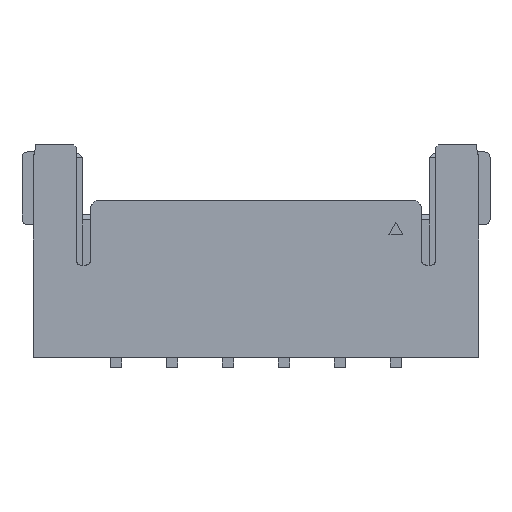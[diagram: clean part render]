
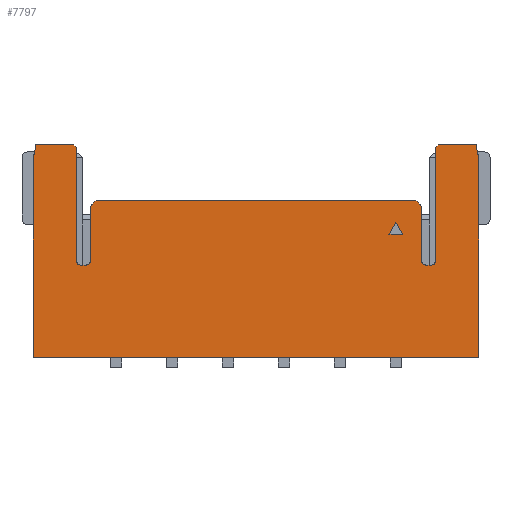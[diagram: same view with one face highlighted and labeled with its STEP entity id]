
A CAD part, top view. The second image highlights one B-rep face of the part: STEP entity #7797.
In plain terms, the highlighted planar face has unit normal (0, 0, 1).
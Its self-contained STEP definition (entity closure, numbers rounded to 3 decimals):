
#151=FACE_BOUND('',#1225,.T.);
#460=PLANE('',#8664);
#838=FACE_OUTER_BOUND('',#1224,.T.);
#1224=EDGE_LOOP('',(#7256,#7257,#7258,#7259,#7260,#7261,#7262,#7263,#7264,
#7265,#7266,#7267,#7268,#7269,#7270,#7271,#7272,#7273,#7274,#7275,#7276,
#7277));
#1225=EDGE_LOOP('',(#7278,#7279,#7280));
#1297=LINE('',#10995,#2286);
#1303=LINE('',#11015,#2292);
#1342=LINE('',#11118,#2331);
#1376=LINE('',#11193,#2365);
#1480=LINE('',#11435,#2469);
#1531=LINE('',#11559,#2520);
#1671=LINE('',#11870,#2660);
#1745=LINE('',#12027,#2734);
#1780=LINE('',#12102,#2769);
#1819=LINE('',#12180,#2808);
#1887=LINE('',#12333,#2876);
#1892=LINE('',#12342,#2881);
#1943=LINE('',#12456,#2932);
#1966=LINE('',#12501,#2955);
#2022=LINE('',#12618,#3011);
#2090=LINE('',#12759,#3079);
#2094=LINE('',#12765,#3083);
#2102=LINE('',#12780,#3091);
#2149=LINE('',#12878,#3138);
#2178=LINE('',#12936,#3167);
#2232=LINE('',#13057,#3221);
#2286=VECTOR('',#8833,1000.);
#2292=VECTOR('',#8849,1000.);
#2331=VECTOR('',#8924,1000.);
#2365=VECTOR('',#8976,1000.);
#2469=VECTOR('',#9156,1000.);
#2520=VECTOR('',#9247,1000.);
#2660=VECTOR('',#9495,1000.);
#2734=VECTOR('',#9623,1000.);
#2769=VECTOR('',#9682,1000.);
#2808=VECTOR('',#9747,1000.);
#2876=VECTOR('',#9875,1000.);
#2881=VECTOR('',#9886,1000.);
#2932=VECTOR('',#10007,1000.);
#2955=VECTOR('',#10048,1000.);
#3011=VECTOR('',#10164,1000.);
#3079=VECTOR('',#10314,1000.);
#3083=VECTOR('',#10320,1000.);
#3091=VECTOR('',#10334,1000.);
#3138=VECTOR('',#10461,1000.);
#3167=VECTOR('',#10532,1000.);
#3221=VECTOR('',#10704,1000.);
#3257=CIRCLE('',#8300,0.15);
#3295=CIRCLE('',#8412,0.15);
#3304=CIRCLE('',#8442,0.15);
#3338=CIRCLE('',#8607,0.15);
#3393=VERTEX_POINT('',#10993);
#3394=VERTEX_POINT('',#10994);
#3402=VERTEX_POINT('',#11012);
#3403=VERTEX_POINT('',#11014);
#3448=VERTEX_POINT('',#11115);
#3449=VERTEX_POINT('',#11117);
#3479=VERTEX_POINT('',#11189);
#3481=VERTEX_POINT('',#11192);
#3581=VERTEX_POINT('',#11434);
#3633=VERTEX_POINT('',#11556);
#3634=VERTEX_POINT('',#11558);
#3750=VERTEX_POINT('',#11868);
#3751=VERTEX_POINT('',#11869);
#3806=VERTEX_POINT('',#12024);
#3807=VERTEX_POINT('',#12026);
#3834=VERTEX_POINT('',#12099);
#3835=VERTEX_POINT('',#12101);
#3861=VERTEX_POINT('',#12178);
#3916=VERTEX_POINT('',#12332);
#3933=VERTEX_POINT('',#12402);
#3945=VERTEX_POINT('',#12455);
#3989=VERTEX_POINT('',#12616);
#4021=VERTEX_POINT('',#12758);
#4026=VERTEX_POINT('',#12778);
#4045=VERTEX_POINT('',#12935);
#4109=EDGE_CURVE('',#3393,#3394,#1297,.T.);
#4118=EDGE_CURVE('',#3402,#3403,#1303,.T.);
#4164=EDGE_CURVE('',#3448,#3449,#1342,.T.);
#4198=EDGE_CURVE('',#3481,#3479,#1376,.T.);
#4316=EDGE_CURVE('',#3448,#3581,#1480,.T.);
#4374=EDGE_CURVE('',#3633,#3634,#1531,.T.);
#4432=EDGE_CURVE('',#3634,#3393,#3257,.T.);
#4533=EDGE_CURVE('',#3750,#3751,#1671,.T.);
#4614=EDGE_CURVE('',#3807,#3806,#1745,.T.);
#4651=EDGE_CURVE('',#3835,#3834,#1780,.T.);
#4692=EDGE_CURVE('',#3861,#3479,#1819,.T.);
#4765=EDGE_CURVE('',#3394,#3402,#3295,.T.);
#4775=EDGE_CURVE('',#3449,#3916,#1887,.T.);
#4780=EDGE_CURVE('',#3806,#3481,#1892,.T.);
#4813=EDGE_CURVE('',#3916,#3933,#3304,.T.);
#4842=EDGE_CURVE('',#3945,#3835,#1943,.T.);
#4865=EDGE_CURVE('',#3945,#3633,#1966,.T.);
#4929=EDGE_CURVE('',#3834,#3989,#2022,.T.);
#5004=EDGE_CURVE('',#3751,#4021,#2090,.T.);
#5008=EDGE_CURVE('',#4021,#3750,#2094,.T.);
#5017=EDGE_CURVE('',#4026,#3861,#2102,.T.);
#5072=EDGE_CURVE('',#3989,#3807,#2149,.T.);
#5104=EDGE_CURVE('',#3933,#4045,#2178,.T.);
#5106=EDGE_CURVE('',#4045,#4026,#3338,.T.);
#5160=EDGE_CURVE('',#3403,#3581,#2232,.T.);
#7256=ORIENTED_EDGE('',*,*,#4865,.F.);
#7257=ORIENTED_EDGE('',*,*,#4842,.T.);
#7258=ORIENTED_EDGE('',*,*,#4651,.T.);
#7259=ORIENTED_EDGE('',*,*,#4929,.T.);
#7260=ORIENTED_EDGE('',*,*,#5072,.T.);
#7261=ORIENTED_EDGE('',*,*,#4614,.T.);
#7262=ORIENTED_EDGE('',*,*,#4780,.T.);
#7263=ORIENTED_EDGE('',*,*,#4198,.T.);
#7264=ORIENTED_EDGE('',*,*,#4692,.F.);
#7265=ORIENTED_EDGE('',*,*,#5017,.F.);
#7266=ORIENTED_EDGE('',*,*,#5106,.F.);
#7267=ORIENTED_EDGE('',*,*,#5104,.F.);
#7268=ORIENTED_EDGE('',*,*,#4813,.F.);
#7269=ORIENTED_EDGE('',*,*,#4775,.F.);
#7270=ORIENTED_EDGE('',*,*,#4164,.F.);
#7271=ORIENTED_EDGE('',*,*,#4316,.T.);
#7272=ORIENTED_EDGE('',*,*,#5160,.F.);
#7273=ORIENTED_EDGE('',*,*,#4118,.F.);
#7274=ORIENTED_EDGE('',*,*,#4765,.F.);
#7275=ORIENTED_EDGE('',*,*,#4109,.F.);
#7276=ORIENTED_EDGE('',*,*,#4432,.F.);
#7277=ORIENTED_EDGE('',*,*,#4374,.F.);
#7278=ORIENTED_EDGE('',*,*,#5008,.F.);
#7279=ORIENTED_EDGE('',*,*,#5004,.F.);
#7280=ORIENTED_EDGE('',*,*,#4533,.F.);
#7797=ADVANCED_FACE('',(#838,#151),#460,.T.);
#8300=AXIS2_PLACEMENT_3D('',#11669,#9329,#9330);
#8412=AXIS2_PLACEMENT_3D('',#12313,#9848,#9849);
#8442=AXIS2_PLACEMENT_3D('',#12403,#9947,#9948);
#8607=AXIS2_PLACEMENT_3D('',#12939,#10536,#10537);
#8664=AXIS2_PLACEMENT_3D('',#13056,#10702,#10703);
#8833=DIRECTION('',(1.,0.,0.));
#8849=DIRECTION('',(0.,1.,0.));
#8924=DIRECTION('',(0.707,-0.707,0.));
#8976=DIRECTION('',(-1.,0.,0.));
#9156=DIRECTION('',(-1.,0.,0.));
#9247=DIRECTION('',(0.,-1.,0.));
#9329=DIRECTION('center_axis',(0.,0.,1.));
#9330=DIRECTION('ref_axis',(-1.,0.,0.));
#9495=DIRECTION('',(-0.5,-0.866,0.));
#9623=DIRECTION('',(0.,1.,0.));
#9682=DIRECTION('',(-0.196,-0.981,0.));
#9747=DIRECTION('',(0.707,0.707,0.));
#9848=DIRECTION('center_axis',(0.,0.,1.));
#9849=DIRECTION('ref_axis',(0.,-1.,0.));
#9875=DIRECTION('',(0.,-1.,0.));
#9886=DIRECTION('',(-0.196,0.981,0.));
#9947=DIRECTION('center_axis',(0.,0.,1.));
#9948=DIRECTION('ref_axis',(-1.,0.,0.));
#10007=DIRECTION('',(-1.,0.,0.));
#10048=DIRECTION('',(0.707,-0.707,0.));
#10164=DIRECTION('',(0.,-1.,0.));
#10314=DIRECTION('',(1.,0.,0.));
#10320=DIRECTION('',(-0.5,0.866,0.));
#10334=DIRECTION('',(0.,1.,0.));
#10461=DIRECTION('',(1.,0.,0.));
#10532=DIRECTION('',(1.,0.,0.));
#10536=DIRECTION('center_axis',(0.,0.,1.));
#10537=DIRECTION('ref_axis',(0.,-1.,0.));
#10702=DIRECTION('center_axis',(0.,0.,1.));
#10703=DIRECTION('ref_axis',(1.,0.,0.));
#10704=DIRECTION('',(0.707,0.707,0.));
#10993=CARTESIAN_POINT('',(-6.275,-2.15,1.28));
#10994=CARTESIAN_POINT('',(-6.075,-2.15,1.28));
#10995=CARTESIAN_POINT('',(-6.275,-2.15,1.28));
#11012=CARTESIAN_POINT('',(-5.925,-2.,1.28));
#11014=CARTESIAN_POINT('',(-5.925,-0.05,1.28));
#11015=CARTESIAN_POINT('',(-5.925,-2.,1.28));
#11115=CARTESIAN_POINT('',(5.725,0.15,1.28));
#11117=CARTESIAN_POINT('',(5.925,-0.05,1.28));
#11118=CARTESIAN_POINT('',(5.725,0.15,1.28));
#11189=CARTESIAN_POINT('',(6.525,2.15,1.28));
#11192=CARTESIAN_POINT('',(7.875,2.15,1.28));
#11193=CARTESIAN_POINT('',(7.875,2.15,1.28));
#11434=CARTESIAN_POINT('',(-5.725,0.15,1.28));
#11435=CARTESIAN_POINT('',(5.725,0.15,1.28));
#11556=CARTESIAN_POINT('',(-6.425,2.05,1.28));
#11558=CARTESIAN_POINT('',(-6.425,-2.,1.28));
#11559=CARTESIAN_POINT('',(-6.425,2.05,1.28));
#11669=CARTESIAN_POINT('Origin',(-6.275,-2.,1.28));
#11868=CARTESIAN_POINT('',(5.005,-0.617,1.28));
#11869=CARTESIAN_POINT('',(4.755,-1.05,1.28));
#11870=CARTESIAN_POINT('',(5.005,-0.617,1.28));
#12024=CARTESIAN_POINT('',(7.975,1.65,1.28));
#12026=CARTESIAN_POINT('',(7.975,-5.45,1.28));
#12027=CARTESIAN_POINT('',(7.975,-5.45,1.28));
#12099=CARTESIAN_POINT('',(-7.975,1.65,1.28));
#12101=CARTESIAN_POINT('',(-7.875,2.15,1.28));
#12102=CARTESIAN_POINT('',(-7.875,2.15,1.28));
#12178=CARTESIAN_POINT('',(6.425,2.05,1.28));
#12180=CARTESIAN_POINT('',(6.425,2.05,1.28));
#12313=CARTESIAN_POINT('Origin',(-6.075,-2.,1.28));
#12332=CARTESIAN_POINT('',(5.925,-2.,1.28));
#12333=CARTESIAN_POINT('',(5.925,-0.05,1.28));
#12342=CARTESIAN_POINT('',(7.975,1.65,1.28));
#12402=CARTESIAN_POINT('',(6.075,-2.15,1.28));
#12403=CARTESIAN_POINT('Origin',(6.075,-2.,1.28));
#12455=CARTESIAN_POINT('',(-6.525,2.15,1.28));
#12456=CARTESIAN_POINT('',(-6.525,2.15,1.28));
#12501=CARTESIAN_POINT('',(-6.525,2.15,1.28));
#12616=CARTESIAN_POINT('',(-7.975,-5.45,1.28));
#12618=CARTESIAN_POINT('',(-7.975,1.65,1.28));
#12758=CARTESIAN_POINT('',(5.255,-1.05,1.28));
#12759=CARTESIAN_POINT('',(4.755,-1.05,1.28));
#12765=CARTESIAN_POINT('',(5.255,-1.05,1.28));
#12778=CARTESIAN_POINT('',(6.425,-2.,1.28));
#12780=CARTESIAN_POINT('',(6.425,-2.,1.28));
#12878=CARTESIAN_POINT('',(-7.975,-5.45,1.28));
#12935=CARTESIAN_POINT('',(6.275,-2.15,1.28));
#12936=CARTESIAN_POINT('',(6.075,-2.15,1.28));
#12939=CARTESIAN_POINT('Origin',(6.275,-2.,1.28));
#13056=CARTESIAN_POINT('Origin',(0.,0.,1.28));
#13057=CARTESIAN_POINT('',(-5.925,-0.05,1.28));
